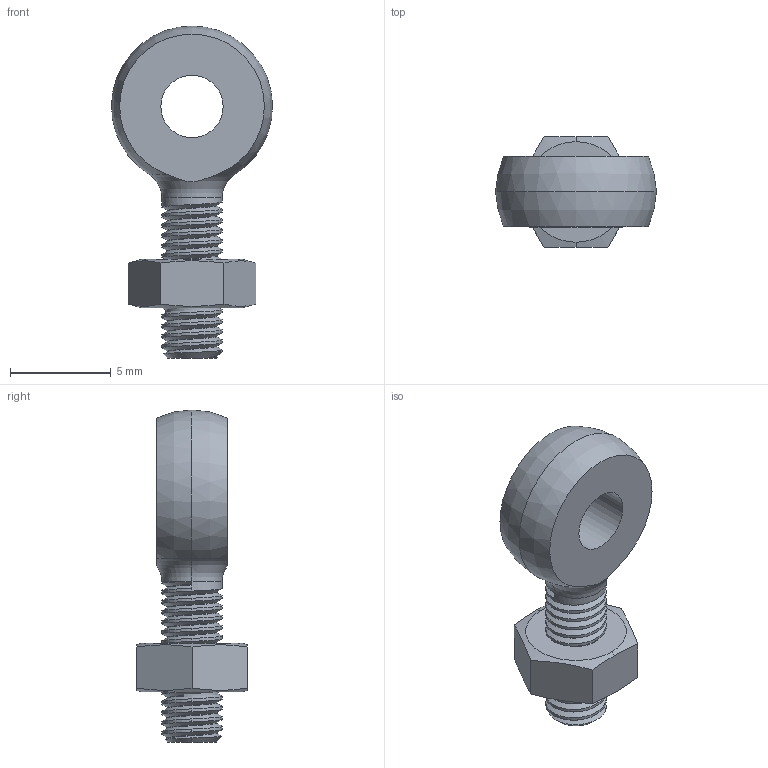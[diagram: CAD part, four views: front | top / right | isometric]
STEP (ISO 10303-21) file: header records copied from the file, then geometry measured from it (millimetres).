
FILE_DESCRIPTION (( 'STEP AP203' ), '1' );
FILE_NAME ('IR-MC06.STEP', '2024-10-10T05:26:51', ( '' ), ( '' ), 'SwSTEP 2.0', 'SolidWorks 2020', '' );
FILE_SCHEMA (( 'CONFIG_CONTROL_DESIGN' ));
Length unit declared in the file: millimetre
Products named in the file (3): IROIX0013 NUT, M3.0-2.4T NI; IR-MC06; IROIX0061 ROD END TIP SUS, IR-MC06
Assembly tree (2 placements, depth 2):
  IR-MC06
    IROIX0061 ROD END TIP SUS, IR-MC06
    IROIX0013 NUT, M3.0-2.4T NI
Bounding box: 8 x 5.5 x 16.5 mm (x, y, z)
Volume: 244.8 mm3; surface area: 419.3 mm2
Topology: 2 solids, 2 shells, 77 faces, 206 edges, 133 vertices
Faces by surface type: cylinder 44, plane 14, bspline 8, cone 7, torus 2, sphere 2
Entity records: 6043 total; most frequent: CARTESIAN_POINT 4125, ORIENTED_EDGE 412, DIRECTION 272, EDGE_CURVE 206, VERTEX_POINT 133, AXIS2_PLACEMENT_3D 103, EDGE_LOOP 81, FACE_OUTER_BOUND 77
